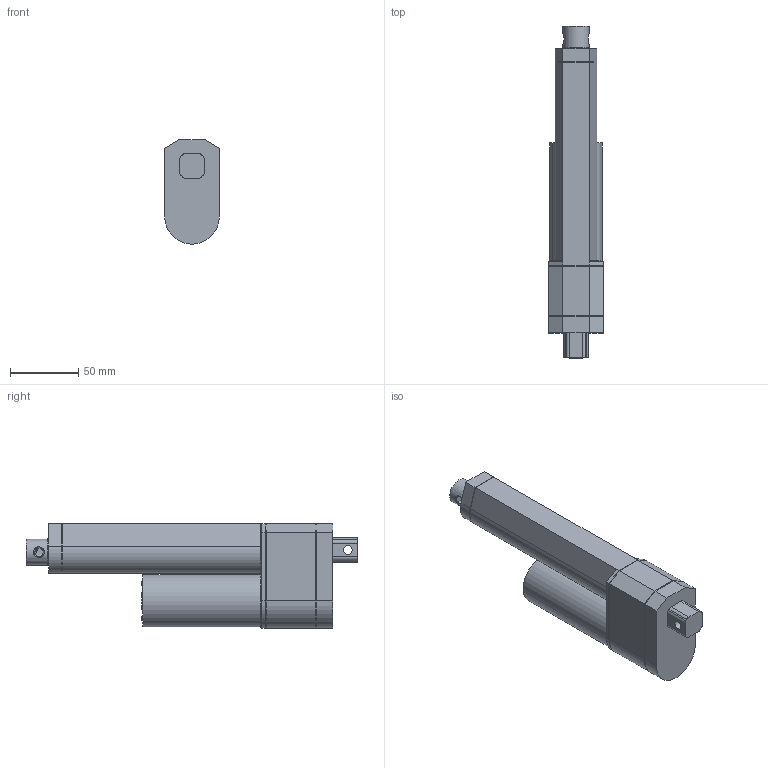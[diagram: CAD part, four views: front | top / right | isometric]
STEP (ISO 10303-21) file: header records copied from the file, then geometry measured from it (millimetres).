
FILE_DESCRIPTION(/* description */ (''),/* implementation_level */ '2;1');
FILE_NAME(/* name */ 'FA-PO-XXX-12-3.step',/* time_stamp */ '2019-09-04T12:36:12-07:00',/* author */ (''),/* organization */ (''),/* preprocessor_version */ 'ST-DEVELOPER v18',/* originating_system */ 'Autodesk Translation Framework v8.6.0.1094',/* authorisation */ '');
FILE_SCHEMA (('AUTOMOTIVE_DESIGN { 1 0 10303 214 3 1 1 }'));
Length unit declared in the file: inch
Products named in the file (1): (Unsaved)
Bounding box: 39.88 x 242.65 x 76.2 mm (x, y, z)
Volume: 392566.4 mm3; surface area: 47497.9 mm2
Topology: 1 solids, 1 shells, 89 faces, 220 edges, 144 vertices
Faces by surface type: plane 61, cylinder 26, bspline 2
Full cylindrical faces by diameter (mm): 3.175 x2, 6.35 x2, 12.7 x1, 19.05 x1, 19.812 x1, 38.1 x1, 38.608 x1
Entity records: 3284 total; most frequent: CARTESIAN_POINT 989, ORIENTED_EDGE 442, DIRECTION 436, EDGE_CURVE 221, LINE 160, VECTOR 160, VERTEX_POINT 145, AXIS2_PLACEMENT_3D 138
